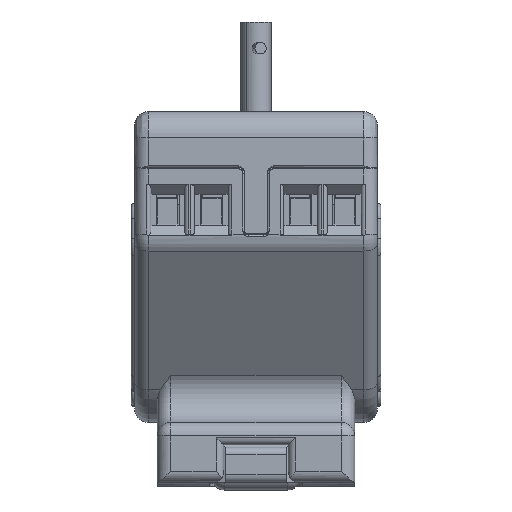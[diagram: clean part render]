
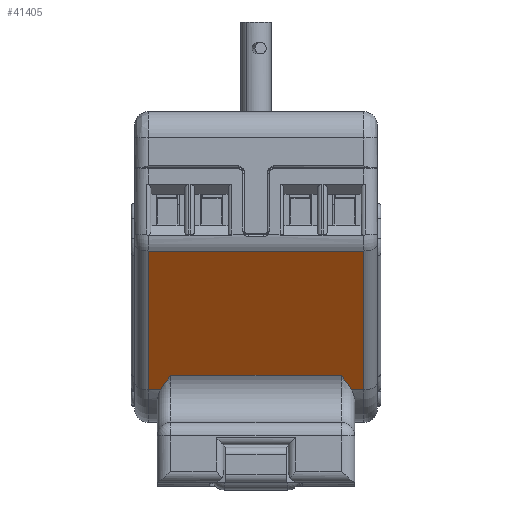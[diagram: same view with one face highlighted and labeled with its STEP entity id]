
A CAD part, left-side view. The second image highlights one B-rep face of the part: STEP entity #41405.
In plain terms, the highlighted planar face has unit normal (-0.824, 0, -0.566).
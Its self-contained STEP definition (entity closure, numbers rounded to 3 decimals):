
#4715=DIRECTION('',(0.,1.,0.));
#4716=VECTOR('',#4715,28.7);
#4717=CARTESIAN_POINT('',(-22.247,-14.35,-11.166));
#4718=LINE('',#4717,#4716);
#4778=DIRECTION('',(-0.566,0.,0.824));
#4779=VECTOR('',#4778,22.446);
#4780=CARTESIAN_POINT('',(-9.533,14.35,-29.664));
#4781=LINE('',#4780,#4779);
#14379=DIRECTION('',(0.566,0.,-0.824));
#14380=VECTOR('',#14379,22.446);
#14381=CARTESIAN_POINT('',(-22.247,-14.35,-11.166));
#14382=LINE('',#14381,#14380);
#14592=DIRECTION('',(0.,-1.,0.));
#14593=VECTOR('',#14592,1.628);
#14594=CARTESIAN_POINT('',(-9.533,14.35,-29.664));
#14595=LINE('',#14594,#14593);
#14614=DIRECTION('',(0.,1.,0.));
#14615=VECTOR('',#14614,22.7);
#14616=CARTESIAN_POINT('',(-10.859,-11.35,-27.734));
#14617=LINE('',#14616,#14615);
#14636=DIRECTION('',(0.,-1.,0.));
#14637=VECTOR('',#14636,1.628);
#14638=CARTESIAN_POINT('',(-9.533,-12.722,
-29.664));
#14639=LINE('',#14638,#14637);
#17568=CARTESIAN_POINT('',(-9.533,12.722,
-29.664));
#17573=CARTESIAN_POINT('',(-9.533,12.722,
-29.664));
#17574=CARTESIAN_POINT('',(-9.694,12.6,
-29.429));
#17575=CARTESIAN_POINT('',(-10.004,12.321,
-28.978));
#17576=CARTESIAN_POINT('',(-10.442,11.845,
-28.342));
#17577=CARTESIAN_POINT('',(-10.721,11.514,
-27.936));
#17578=CARTESIAN_POINT('',(-10.859,11.35,-27.734));
#17622=CARTESIAN_POINT('',(-10.859,-11.35,-27.734));
#17623=CARTESIAN_POINT('',(-10.721,-11.514,
-27.936));
#17624=CARTESIAN_POINT('',(-10.442,-11.845,
-28.342));
#17625=CARTESIAN_POINT('',(-10.004,-12.321,
-28.978));
#17626=CARTESIAN_POINT('',(-9.694,-12.6,
-29.429));
#17627=CARTESIAN_POINT('',(-9.533,-12.722,
-29.664));
#24433=CARTESIAN_POINT('',(-10.859,-11.35,-27.734));
#24434=VERTEX_POINT('',#24433);
#24452=CARTESIAN_POINT('',(-10.859,11.35,-27.734));
#24453=VERTEX_POINT('',#24452);
#24460=VERTEX_POINT('',#17627);
#24461=VERTEX_POINT('',#17568);
#24727=CARTESIAN_POINT('',(-9.533,14.35,-29.664));
#24728=VERTEX_POINT('',#24727);
#24731=CARTESIAN_POINT('',(-22.247,14.35,-11.166));
#24732=VERTEX_POINT('',#24731);
#24755=CARTESIAN_POINT('',(-9.533,-14.35,-29.664));
#24756=VERTEX_POINT('',#24755);
#24759=CARTESIAN_POINT('',(-22.247,-14.35,-11.166));
#24760=VERTEX_POINT('',#24759);
#41386=CARTESIAN_POINT('',(-6.553,-16.15,-34.));
#41387=DIRECTION('',(-0.824,0.,-0.566));
#41388=DIRECTION('',(-0.566,0.,0.824));
#41389=AXIS2_PLACEMENT_3D('',#41386,#41387,#41388);
#41390=PLANE('',#41389);
#41391=ORIENTED_EDGE('',*,*,#41230,.T.);
#41393=ORIENTED_EDGE('',*,*,#41392,.F.);
#41395=ORIENTED_EDGE('',*,*,#41394,.F.);
#41397=ORIENTED_EDGE('',*,*,#41396,.T.);
#41399=ORIENTED_EDGE('',*,*,#41398,.F.);
#41400=ORIENTED_EDGE('',*,*,#41375,.F.);
#41401=ORIENTED_EDGE('',*,*,#32156,.T.);
#41402=ORIENTED_EDGE('',*,*,#32096,.F.);
#41403=EDGE_LOOP('',(#41391,#41393,#41395,#41397,#41399,#41400,#41401,#41402));
#41404=FACE_OUTER_BOUND('',#41403,.F.);
#41405=ADVANCED_FACE('',(#41404),#41390,.T.);
#17579=B_SPLINE_CURVE_WITH_KNOTS('',3,(#17573,#17574,#17575,#17576,#17577,
#17578),.UNSPECIFIED.,.F.,.F.,(4,1,1,4),(0.,0.333,
0.667,1.),.UNSPECIFIED.);
#17628=B_SPLINE_CURVE_WITH_KNOTS('',3,(#17622,#17623,#17624,#17625,#17626,
#17627),.UNSPECIFIED.,.F.,.F.,(4,1,1,4),(0.,0.333,
0.667,1.),.UNSPECIFIED.);
#32096=EDGE_CURVE('',#24760,#24732,#4718,.T.);
#32156=EDGE_CURVE('',#24728,#24732,#4781,.T.);
#41230=EDGE_CURVE('',#24760,#24756,#14382,.T.);
#41375=EDGE_CURVE('',#24728,#24461,#14595,.T.);
#41392=EDGE_CURVE('',#24460,#24756,#14639,.T.);
#41394=EDGE_CURVE('',#24434,#24460,#17628,.T.);
#41396=EDGE_CURVE('',#24434,#24453,#14617,.T.);
#41398=EDGE_CURVE('',#24461,#24453,#17579,.T.);
